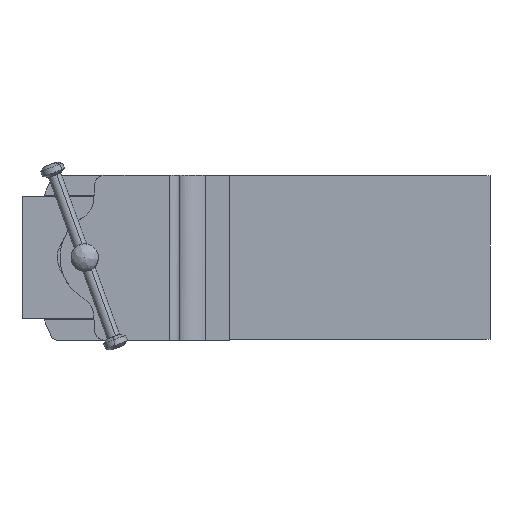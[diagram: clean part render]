
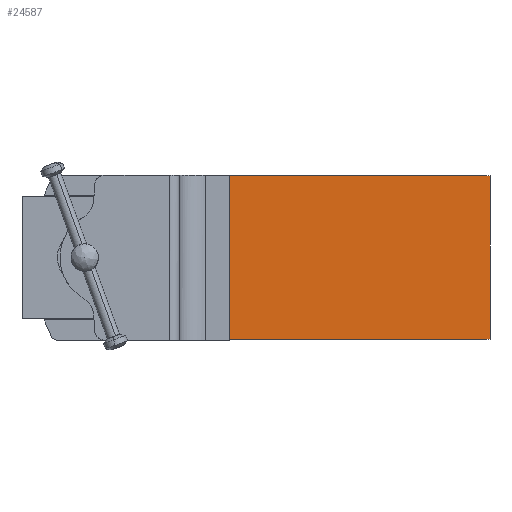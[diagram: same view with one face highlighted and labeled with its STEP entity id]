
A CAD part, front view. The second image highlights one B-rep face of the part: STEP entity #24587.
In plain terms, the highlighted free-form (B-spline) face has degree [1, 1] with [2, 2] control points.
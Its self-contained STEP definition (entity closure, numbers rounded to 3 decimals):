
#24517 = VERTEX_POINT('',#24518);
#24518 = CARTESIAN_POINT('',(44.064,-39.21,
    39.21));
#24531 = VERTEX_POINT('',#24532);
#24532 = CARTESIAN_POINT('',(44.064,-39.21,
    -39.21));
#24537 = EDGE_CURVE('',#24517,#24531,#24538,.T.);
#24538 = B_SPLINE_CURVE_WITH_KNOTS('',1,(#24539,#24540),.UNSPECIFIED.,
  .F.,.F.,(2,2),(0.,63.),.PIECEWISE_BEZIER_KNOTS.);
#24539 = CARTESIAN_POINT('',(44.064,-39.21,
    39.21));
#24540 = CARTESIAN_POINT('',(44.064,-39.21,
    -39.21));
#24559 = VERTEX_POINT('',#24560);
#24560 = CARTESIAN_POINT('',(168.539,-39.21,
    39.21));
#24578 = EDGE_CURVE('',#24559,#24517,#24579,.T.);
#24579 = B_SPLINE_CURVE_WITH_KNOTS('',1,(#24580,#24581),.UNSPECIFIED.,
  .F.,.F.,(2,2),(0.,100.),.PIECEWISE_BEZIER_KNOTS.);
#24580 = CARTESIAN_POINT('',(168.539,-39.21,
    39.21));
#24581 = CARTESIAN_POINT('',(44.064,-39.21,
    39.21));
#24587 = ADVANCED_FACE('',(#24588),#24604,.F.);
#24588 = FACE_BOUND('',#24589,.T.);
#24589 = EDGE_LOOP('',(#24590,#24591,#24598,#24603));
#24590 = ORIENTED_EDGE('',*,*,#24537,.T.);
#24591 = ORIENTED_EDGE('',*,*,#24592,.F.);
#24592 = EDGE_CURVE('',#24593,#24531,#24595,.T.);
#24593 = VERTEX_POINT('',#24594);
#24594 = CARTESIAN_POINT('',(168.539,-39.21,
    -39.21));
#24595 = B_SPLINE_CURVE_WITH_KNOTS('',1,(#24596,#24597),.UNSPECIFIED.,
  .F.,.F.,(2,2),(0.,100.),.PIECEWISE_BEZIER_KNOTS.);
#24596 = CARTESIAN_POINT('',(168.539,-39.21,
    -39.21));
#24597 = CARTESIAN_POINT('',(44.064,-39.21,
    -39.21));
#24598 = ORIENTED_EDGE('',*,*,#24599,.F.);
#24599 = EDGE_CURVE('',#24559,#24593,#24600,.T.);
#24600 = B_SPLINE_CURVE_WITH_KNOTS('',1,(#24601,#24602),.UNSPECIFIED.,
  .F.,.F.,(2,2),(0.,63.),.PIECEWISE_BEZIER_KNOTS.);
#24601 = CARTESIAN_POINT('',(168.539,-39.21,
    39.21));
#24602 = CARTESIAN_POINT('',(168.539,-39.21,
    -39.21));
#24603 = ORIENTED_EDGE('',*,*,#24578,.T.);
#24604 = B_SPLINE_SURFACE_WITH_KNOTS('',1,1,(
    (#24605,#24606)
    ,(#24607,#24608
    )),.UNSPECIFIED.,.F.,.F.,.F.,(2,2),(2,2),(0.,63.),(0.,100.),
  .PIECEWISE_BEZIER_KNOTS.);
#24605 = CARTESIAN_POINT('',(168.539,-39.21,
    39.21));
#24606 = CARTESIAN_POINT('',(44.064,-39.21,
    39.21));
#24607 = CARTESIAN_POINT('',(168.539,-39.21,
    -39.21));
#24608 = CARTESIAN_POINT('',(44.064,-39.21,
    -39.21));
